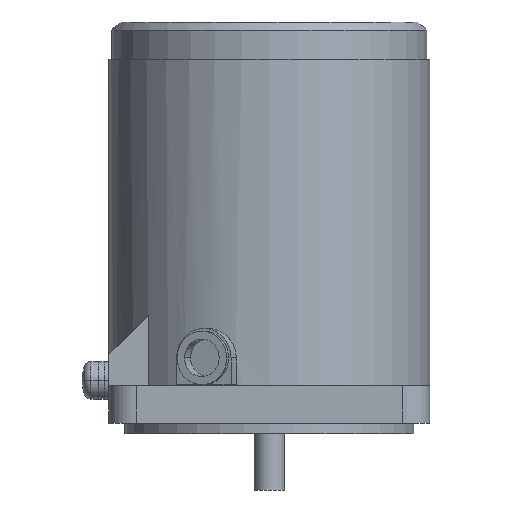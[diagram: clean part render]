
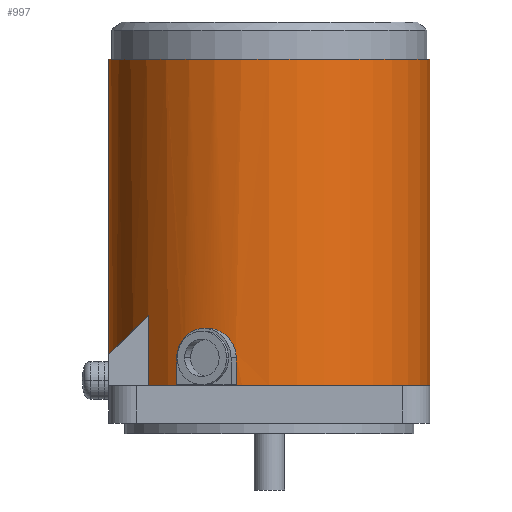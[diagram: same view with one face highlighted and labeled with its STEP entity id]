
A CAD part, front view. The second image highlights one B-rep face of the part: STEP entity #997.
In plain terms, the highlighted cylindrical face has radius 30 mm (diameter 60 mm), a partial arc.
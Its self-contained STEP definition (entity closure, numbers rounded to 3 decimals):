
#951 = VERTEX_POINT('',#952);
#952 = CARTESIAN_POINT('',(-30.,0.,68.));
#953 = VERTEX_POINT('',#954);
#954 = CARTESIAN_POINT('',(30.,0.,68.));
#961 = EDGE_CURVE('',#953,#962,#964,.T.);
#962 = VERTEX_POINT('',#963);
#963 = CARTESIAN_POINT('',(30.,0.,7.));
#964 = LINE('',#965,#966);
#965 = CARTESIAN_POINT('',(30.,0.,-55.57));
#966 = VECTOR('',#967,1.);
#967 = DIRECTION('',(-0.,-0.,-1.));
#979 = VERTEX_POINT('',#980);
#980 = CARTESIAN_POINT('',(-30.,0.,7.));
#987 = EDGE_CURVE('',#951,#979,#988,.T.);
#988 = LINE('',#989,#990);
#989 = CARTESIAN_POINT('',(-30.,0.,-55.57));
#990 = VECTOR('',#991,1.);
#991 = DIRECTION('',(-0.,-0.,-1.));
#997 = ADVANCED_FACE('',(#998,#1059),#1133,.T.);
#998 = FACE_BOUND('',#999,.T.);
#999 = EDGE_LOOP('',(#1000,#1001,#1008,#1009,#1018,#1026,#1035,#1043,
    #1052));
#1000 = ORIENTED_EDGE('',*,*,#961,.F.);
#1001 = ORIENTED_EDGE('',*,*,#1002,.T.);
#1002 = EDGE_CURVE('',#953,#951,#1003,.T.);
#1003 = CIRCLE('',#1004,30.);
#1004 = AXIS2_PLACEMENT_3D('',#1005,#1006,#1007);
#1005 = CARTESIAN_POINT('',(0.,0.,68.));
#1006 = DIRECTION('',(-0.,0.,-1.));
#1007 = DIRECTION('',(-1.,0.,0.));
#1008 = ORIENTED_EDGE('',*,*,#987,.T.);
#1009 = ORIENTED_EDGE('',*,*,#1010,.F.);
#1010 = EDGE_CURVE('',#1011,#979,#1013,.T.);
#1011 = VERTEX_POINT('',#1012);
#1012 = CARTESIAN_POINT('',(-29.242,-6.7,7.));
#1013 = CIRCLE('',#1014,30.);
#1014 = AXIS2_PLACEMENT_3D('',#1015,#1016,#1017);
#1015 = CARTESIAN_POINT('',(0.,0.,7.));
#1016 = DIRECTION('',(-0.,0.,-1.));
#1017 = DIRECTION('',(-1.,0.,0.));
#1018 = ORIENTED_EDGE('',*,*,#1019,.F.);
#1019 = EDGE_CURVE('',#1020,#1011,#1022,.T.);
#1020 = VERTEX_POINT('',#1021);
#1021 = CARTESIAN_POINT('',(-29.242,-6.7,13.558));
#1022 = LINE('',#1023,#1024);
#1023 = CARTESIAN_POINT('',(-29.242,-6.7,-55.57));
#1024 = VECTOR('',#1025,1.);
#1025 = DIRECTION('',(-0.,-0.,-1.));
#1026 = ORIENTED_EDGE('',*,*,#1027,.F.);
#1027 = EDGE_CURVE('',#1028,#1020,#1030,.T.);
#1028 = VERTEX_POINT('',#1029);
#1029 = CARTESIAN_POINT('',(-22.625,-19.7,20.175));
#1030 = ( BOUNDED_CURVE() B_SPLINE_CURVE(3,(#1031,#1032,#1033,#1034),
.UNSPECIFIED.,.F.,.F.) B_SPLINE_CURVE_WITH_KNOTS((4,4),(5.567,
6.058),.PIECEWISE_BEZIER_KNOTS.) CURVE() 
GEOMETRIC_REPRESENTATION_ITEM() RATIONAL_B_SPLINE_CURVE((1.,
0.98,0.98,1.)) REPRESENTATION_ITEM('') );
#1031 = CARTESIAN_POINT('',(-22.625,-19.7,20.175));
#1032 = CARTESIAN_POINT('',(-25.884,-15.958,
    16.916));
#1033 = CARTESIAN_POINT('',(-28.134,-11.536,
    14.666));
#1034 = CARTESIAN_POINT('',(-29.242,-6.7,13.558));
#1035 = ORIENTED_EDGE('',*,*,#1036,.T.);
#1036 = EDGE_CURVE('',#1028,#1037,#1039,.T.);
#1037 = VERTEX_POINT('',#1038);
#1038 = CARTESIAN_POINT('',(-22.625,-19.7,7.));
#1039 = LINE('',#1040,#1041);
#1040 = CARTESIAN_POINT('',(-22.625,-19.7,-55.57));
#1041 = VECTOR('',#1042,1.);
#1042 = DIRECTION('',(-0.,-0.,-1.));
#1043 = ORIENTED_EDGE('',*,*,#1044,.F.);
#1044 = EDGE_CURVE('',#1045,#1037,#1047,.T.);
#1045 = VERTEX_POINT('',#1046);
#1046 = CARTESIAN_POINT('',(0.,-30.,7.));
#1047 = CIRCLE('',#1048,30.);
#1048 = AXIS2_PLACEMENT_3D('',#1049,#1050,#1051);
#1049 = CARTESIAN_POINT('',(0.,0.,7.));
#1050 = DIRECTION('',(-0.,0.,-1.));
#1051 = DIRECTION('',(-1.,0.,0.));
#1052 = ORIENTED_EDGE('',*,*,#1053,.F.);
#1053 = EDGE_CURVE('',#962,#1045,#1054,.T.);
#1054 = CIRCLE('',#1055,30.);
#1055 = AXIS2_PLACEMENT_3D('',#1056,#1057,#1058);
#1056 = CARTESIAN_POINT('',(0.,0.,7.));
#1057 = DIRECTION('',(-0.,0.,-1.));
#1058 = DIRECTION('',(-1.,0.,0.));
#1059 = FACE_BOUND('',#1060,.T.);
#1060 = EDGE_LOOP('',(#1061,#1071,#1118,#1126));
#1061 = ORIENTED_EDGE('',*,*,#1062,.T.);
#1062 = EDGE_CURVE('',#1063,#1065,#1067,.T.);
#1063 = VERTEX_POINT('',#1064);
#1064 = CARTESIAN_POINT('',(-16.367,-25.142,7.2));
#1065 = VERTEX_POINT('',#1066);
#1066 = CARTESIAN_POINT('',(-16.367,-25.142,12.2));
#1067 = LINE('',#1068,#1069);
#1068 = CARTESIAN_POINT('',(-16.367,-25.142,
    -55.57));
#1069 = VECTOR('',#1070,1.);
#1070 = DIRECTION('',(0.,0.,1.));
#1071 = ORIENTED_EDGE('',*,*,#1072,.T.);
#1072 = EDGE_CURVE('',#1065,#1073,#1075,.T.);
#1073 = VERTEX_POINT('',#1074);
#1074 = CARTESIAN_POINT('',(-6.205,-29.351,12.2));
#1075 = B_SPLINE_CURVE_WITH_KNOTS('',3,(#1076,#1077,#1078,#1079,#1080,
    #1081,#1082,#1083,#1084,#1085,#1086,#1087,#1088,#1089,#1090,#1091,
    #1092,#1093,#1094,#1095,#1096,#1097,#1098,#1099,#1100,#1101,#1102,
    #1103,#1104,#1105,#1106,#1107,#1108,#1109,#1110,#1111,#1112,#1113,
    #1114,#1115,#1116,#1117),.UNSPECIFIED.,.F.,.F.,(4,2,2,2,2,2,2,2,2,2,
    2,2,2,2,2,2,2,2,2,2,4),(0.,0.001,
    0.002,0.002,0.003,
    0.004,0.005,0.006,
    0.007,0.008,0.009,
    0.01,0.011,0.011,
    0.012,0.013,0.014,
    0.015,0.015,0.016,
    0.017),.UNSPECIFIED.);
#1076 = CARTESIAN_POINT('',(-16.367,-25.142,12.2));
#1077 = CARTESIAN_POINT('',(-16.367,-25.142,
    12.564));
#1078 = CARTESIAN_POINT('',(-16.337,-25.162,
    12.922));
#1079 = CARTESIAN_POINT('',(-16.247,-25.22,
    13.45));
#1080 = CARTESIAN_POINT('',(-16.21,-25.244,
    13.624));
#1081 = CARTESIAN_POINT('',(-16.12,-25.301,
    13.97));
#1082 = CARTESIAN_POINT('',(-16.067,-25.335,
    14.142));
#1083 = CARTESIAN_POINT('',(-15.889,-25.447,
    14.641));
#1084 = CARTESIAN_POINT('',(-15.744,-25.538,
    14.957));
#1085 = CARTESIAN_POINT('',(-15.399,-25.747,
    15.554));
#1086 = CARTESIAN_POINT('',(-15.198,-25.867,
    15.836));
#1087 = CARTESIAN_POINT('',(-14.755,-26.122,
    16.342));
#1088 = CARTESIAN_POINT('',(-14.513,-26.258,
    16.57));
#1089 = CARTESIAN_POINT('',(-13.981,-26.545,
    16.972));
#1090 = CARTESIAN_POINT('',(-13.697,-26.693,
    17.142));
#1091 = CARTESIAN_POINT('',(-13.253,-26.915,
    17.348));
#1092 = CARTESIAN_POINT('',(-13.101,-26.989,
    17.409));
#1093 = CARTESIAN_POINT('',(-12.789,-27.138,
    17.514));
#1094 = CARTESIAN_POINT('',(-12.629,-27.213,
    17.558));
#1095 = CARTESIAN_POINT('',(-12.144,-27.434,
    17.665));
#1096 = CARTESIAN_POINT('',(-11.817,-27.577,
    17.7));
#1097 = CARTESIAN_POINT('',(-11.152,-27.852,
    17.7));
#1098 = CARTESIAN_POINT('',(-10.812,-27.986,
    17.664));
#1099 = CARTESIAN_POINT('',(-10.151,-28.233,
    17.524));
#1100 = CARTESIAN_POINT('',(-9.826,-28.347,
    17.42));
#1101 = CARTESIAN_POINT('',(-9.351,-28.506,
    17.213));
#1102 = CARTESIAN_POINT('',(-9.194,-28.557,
    17.135));
#1103 = CARTESIAN_POINT('',(-8.889,-28.653,
    16.965));
#1104 = CARTESIAN_POINT('',(-8.742,-28.698,16.873
    ));
#1105 = CARTESIAN_POINT('',(-8.312,-28.827,
    16.575));
#1106 = CARTESIAN_POINT('',(-8.042,-28.903,
    16.347));
#1107 = CARTESIAN_POINT('',(-7.543,-29.037,
    15.836));
#1108 = CARTESIAN_POINT('',(-7.321,-29.094,
    15.559));
#1109 = CARTESIAN_POINT('',(-7.027,-29.166,
    15.113));
#1110 = CARTESIAN_POINT('',(-6.936,-29.187,
    14.959));
#1111 = CARTESIAN_POINT('',(-6.768,-29.227,
    14.641));
#1112 = CARTESIAN_POINT('',(-6.691,-29.245,
    14.476));
#1113 = CARTESIAN_POINT('',(-6.486,-29.291,
    13.978));
#1114 = CARTESIAN_POINT('',(-6.382,-29.313,
    13.635));
#1115 = CARTESIAN_POINT('',(-6.241,-29.344,
    12.929));
#1116 = CARTESIAN_POINT('',(-6.205,-29.351,
    12.564));
#1117 = CARTESIAN_POINT('',(-6.205,-29.351,12.2));
#1118 = ORIENTED_EDGE('',*,*,#1119,.T.);
#1119 = EDGE_CURVE('',#1073,#1120,#1122,.T.);
#1120 = VERTEX_POINT('',#1121);
#1121 = CARTESIAN_POINT('',(-6.205,-29.351,7.2));
#1122 = LINE('',#1123,#1124);
#1123 = CARTESIAN_POINT('',(-6.205,-29.351,
    -55.57));
#1124 = VECTOR('',#1125,1.);
#1125 = DIRECTION('',(-0.,-0.,-1.));
#1126 = ORIENTED_EDGE('',*,*,#1127,.T.);
#1127 = EDGE_CURVE('',#1120,#1063,#1128,.T.);
#1128 = CIRCLE('',#1129,30.);
#1129 = AXIS2_PLACEMENT_3D('',#1130,#1131,#1132);
#1130 = CARTESIAN_POINT('',(0.,0.,7.2));
#1131 = DIRECTION('',(0.,-0.,-1.));
#1132 = DIRECTION('',(-1.,-0.,0.));
#1133 = CYLINDRICAL_SURFACE('',#1134,30.);
#1134 = AXIS2_PLACEMENT_3D('',#1135,#1136,#1137);
#1135 = CARTESIAN_POINT('',(0.,0.,-55.57));
#1136 = DIRECTION('',(-0.,-0.,-1.));
#1137 = DIRECTION('',(-1.,0.,0.));
